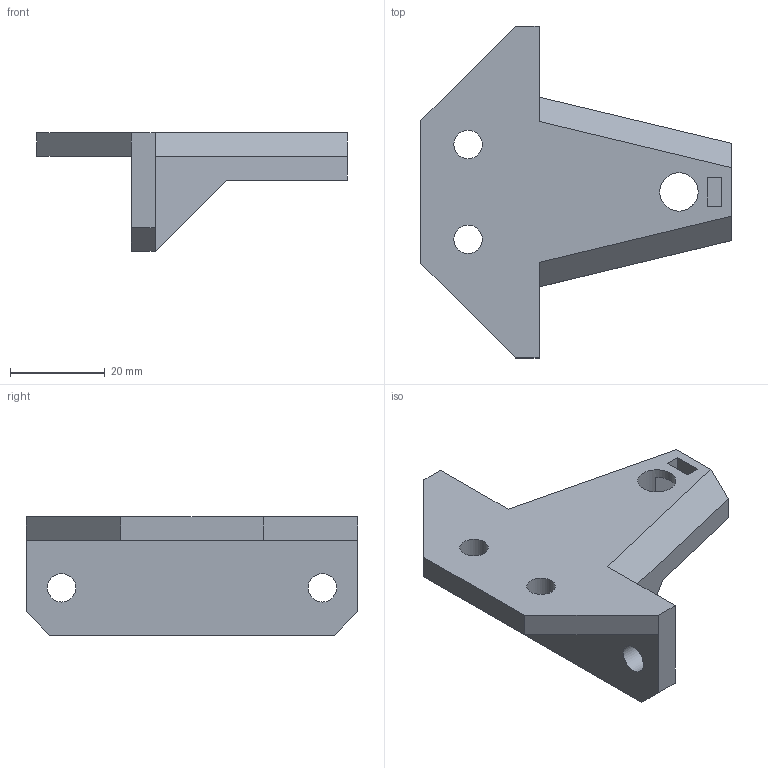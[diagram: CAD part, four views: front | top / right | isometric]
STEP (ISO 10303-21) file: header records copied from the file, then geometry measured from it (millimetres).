
FILE_DESCRIPTION(/* description */ ('STEP AP242','CAx-IF Rec.Pracs.---Representation and Presentation of Product Manufacturing Information (PMI)---4.0---2014-10-13','CAx-IF Rec.Pracs.---3D Tessellated Geometry---0.4---2014-09-14','2;1'),/* implementation_level */ '2;1');
FILE_NAME(/* name */ '681beed59417a05d63d3895d',/* time_stamp */ '2025-05-07T23:37:57Z',/* author */ (''),/* organization */ (''),/* preprocessor_version */ 'ST-DEVELOPER v20',/* originating_system */ 'ONSHAPE BY PTC INC, 1.197',/* authorisation */ ' ');
FILE_SCHEMA (('AP242_MANAGED_MODEL_BASED_3D_ENGINEERING_MIM_LF { 1 0 10303 442 1 1 4 }'));
Length unit declared in the file: metre
Products named in the file (1): Z Rod Top Support
Bounding box: 65.55 x 70 x 25 mm (x, y, z)
Volume: 27747.5 mm3; surface area: 9600.4 mm2
Topology: 1 solids, 1 shells, 32 faces, 90 edges, 60 vertices
Faces by surface type: plane 26, cylinder 6
Full cylindrical faces by diameter (mm): 3.5 x1, 6 x4, 8.1 x1
Entity records: 1048 total; most frequent: CARTESIAN_POINT 177, ORIENTED_EDGE 168, DIRECTION 164, EDGE_CURVE 84, LINE 70, VECTOR 70, VERTEX_POINT 60, EDGE_LOOP 52
